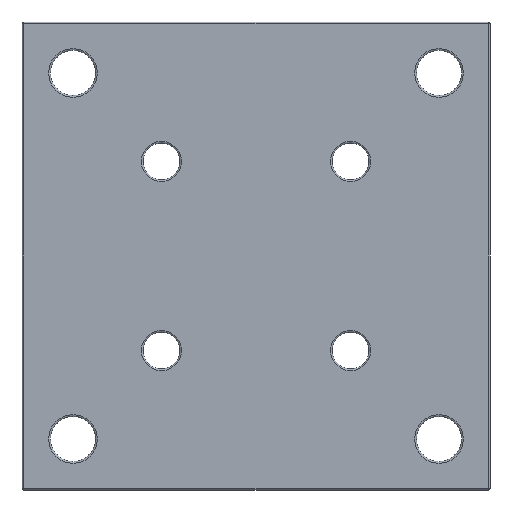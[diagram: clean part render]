
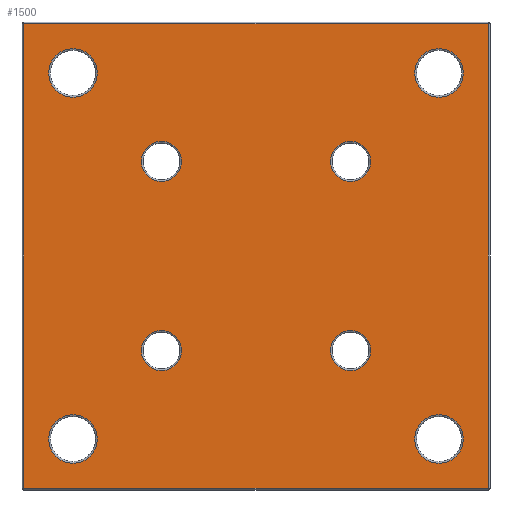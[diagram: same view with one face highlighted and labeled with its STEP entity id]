
A CAD part, front view. The second image highlights one B-rep face of the part: STEP entity #1500.
In plain terms, the highlighted planar face has unit normal (0, -1, 0).
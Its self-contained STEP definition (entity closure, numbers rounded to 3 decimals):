
#1 = FACE_BOUND ( 'NONE', #896, .T. ) ;
#23 = FACE_BOUND ( 'NONE', #294, .T. ) ;
#29 = CARTESIAN_POINT ( 'NONE',  ( 124.75, 0., -22.5 ) ) ;
#37 = CIRCLE ( 'NONE', #1172, 7.25 ) ;
#60 = EDGE_CURVE ( 'NONE', #192, #116, #985, .T. ) ;
#81 = DIRECTION ( 'NONE',  ( 1., 0., 0. ) ) ;
#87 = CARTESIAN_POINT ( 'NONE',  ( 124.75, 0., -124.75 ) ) ;
#94 = AXIS2_PLACEMENT_3D ( 'NONE', #181, #925, #1401 ) ;
#95 = ORIENTED_EDGE ( 'NONE', *, *, #538, .T. ) ;
#99 = VERTEX_POINT ( 'NONE', #675 ) ;
#101 = DIRECTION ( 'NONE',  ( 0., 0., -1. ) ) ;
#106 = AXIS2_PLACEMENT_3D ( 'NONE', #1287, #1250, #269 ) ;
#116 = VERTEX_POINT ( 'NONE', #286 ) ;
#117 = CARTESIAN_POINT ( 'NONE',  ( 15.25, 0., -124.75 ) ) ;
#119 = DIRECTION ( 'NONE',  ( 0., 1., 0. ) ) ;
#154 = DIRECTION ( 'NONE',  ( 0., 0., -1. ) ) ;
#174 = EDGE_CURVE ( 'NONE', #941, #941, #1117, .T. ) ;
#181 = CARTESIAN_POINT ( 'NONE',  ( 41.716, 0., -41.716 ) ) ;
#182 = EDGE_LOOP ( 'NONE', ( #1333 ) ) ;
#192 = VERTEX_POINT ( 'NONE', #226 ) ;
#226 = CARTESIAN_POINT ( 'NONE',  ( 0.5, 0., -139.5 ) ) ;
#244 = CIRCLE ( 'NONE', #1330, 6. ) ;
#250 = CIRCLE ( 'NONE', #1482, 7.25 ) ;
#269 = DIRECTION ( 'NONE',  ( 0., 0., -1. ) ) ;
#286 = CARTESIAN_POINT ( 'NONE',  ( 139.5, 0., -139.5 ) ) ;
#294 = EDGE_LOOP ( 'NONE', ( #1163 ) ) ;
#312 = ORIENTED_EDGE ( 'NONE', *, *, #1146, .T. ) ;
#327 = EDGE_CURVE ( 'NONE', #1216, #1216, #712, .T. ) ;
#334 = VERTEX_POINT ( 'NONE', #29 ) ;
#336 = EDGE_LOOP ( 'NONE', ( #95 ) ) ;
#339 = EDGE_CURVE ( 'NONE', #897, #897, #37, .T. ) ;
#380 = CARTESIAN_POINT ( 'NONE',  ( 15.25, 0., -132. ) ) ;
#400 = DIRECTION ( 'NONE',  ( 0., 1., 0. ) ) ;
#403 = FACE_BOUND ( 'NONE', #856, .T. ) ;
#428 = DIRECTION ( 'NONE',  ( 0., 1., 0. ) ) ;
#431 = ORIENTED_EDGE ( 'NONE', *, *, #174, .T. ) ;
#435 = ORIENTED_EDGE ( 'NONE', *, *, #1001, .T. ) ;
#437 = CARTESIAN_POINT ( 'NONE',  ( 124.75, 0., -15.25 ) ) ;
#439 = DIRECTION ( 'NONE',  ( 0., 0., -1. ) ) ;
#448 = VERTEX_POINT ( 'NONE', #1367 ) ;
#454 = CARTESIAN_POINT ( 'NONE',  ( 139.5, 0., 0. ) ) ;
#456 = EDGE_CURVE ( 'NONE', #116, #970, #1542, .T. ) ;
#475 = DIRECTION ( 'NONE',  ( 0., -1., 0. ) ) ;
#503 = CARTESIAN_POINT ( 'NONE',  ( 0., 0., -0.5 ) ) ;
#509 = CARTESIAN_POINT ( 'NONE',  ( 15.25, 0., -22.5 ) ) ;
#523 = AXIS2_PLACEMENT_3D ( 'NONE', #928, #547, #101 ) ;
#538 = EDGE_CURVE ( 'NONE', #857, #857, #1427, .T. ) ;
#547 = DIRECTION ( 'NONE',  ( 0., 1., 0. ) ) ;
#584 = FACE_BOUND ( 'NONE', #1075, .T. ) ;
#596 = ORIENTED_EDGE ( 'NONE', *, *, #792, .T. ) ;
#609 = CARTESIAN_POINT ( 'NONE',  ( 139.5, 0., -0.5 ) ) ;
#613 = CARTESIAN_POINT ( 'NONE',  ( 0.5, 0., -0.5 ) ) ;
#619 = VERTEX_POINT ( 'NONE', #1384 ) ;
#675 = CARTESIAN_POINT ( 'NONE',  ( 124.75, 0., -132. ) ) ;
#683 = CARTESIAN_POINT ( 'NONE',  ( 98.284, 0., -98.284 ) ) ;
#704 = ORIENTED_EDGE ( 'NONE', *, *, #60, .T. ) ;
#708 = DIRECTION ( 'NONE',  ( 0., 0., -1. ) ) ;
#712 = CIRCLE ( 'NONE', #1161, 7.25 ) ;
#723 = CARTESIAN_POINT ( 'NONE',  ( 98.284, 0., -47.716 ) ) ;
#731 = VECTOR ( 'NONE', #1187, 1000. ) ;
#738 = ORIENTED_EDGE ( 'NONE', *, *, #456, .T. ) ;
#743 = EDGE_CURVE ( 'NONE', #970, #1280, #1247, .T. ) ;
#747 = FACE_BOUND ( 'NONE', #1397, .T. ) ;
#762 = DIRECTION ( 'NONE',  ( 0., 0., -1. ) ) ;
#769 = CIRCLE ( 'NONE', #1421, 7.25 ) ;
#792 = EDGE_CURVE ( 'NONE', #448, #448, #1133, .T. ) ;
#801 = DIRECTION ( 'NONE',  ( 0., 0., -1. ) ) ;
#845 = CARTESIAN_POINT ( 'NONE',  ( 140., 0., -139.5 ) ) ;
#849 = VECTOR ( 'NONE', #1048, 1000. ) ;
#856 = EDGE_LOOP ( 'NONE', ( #596 ) ) ;
#857 = VERTEX_POINT ( 'NONE', #723 ) ;
#884 = FACE_BOUND ( 'NONE', #1013, .T. ) ;
#896 = EDGE_LOOP ( 'NONE', ( #1435 ) ) ;
#897 = VERTEX_POINT ( 'NONE', #509 ) ;
#925 = DIRECTION ( 'NONE',  ( 0., 1., 0. ) ) ;
#928 = CARTESIAN_POINT ( 'NONE',  ( 98.284, 0., -41.716 ) ) ;
#941 = VERTEX_POINT ( 'NONE', #1469 ) ;
#952 = VECTOR ( 'NONE', #81, 1000. ) ;
#970 = VERTEX_POINT ( 'NONE', #609 ) ;
#985 = LINE ( 'NONE', #845, #952 ) ;
#1001 = EDGE_CURVE ( 'NONE', #99, #99, #250, .T. ) ;
#1013 = EDGE_LOOP ( 'NONE', ( #435 ) ) ;
#1037 = CARTESIAN_POINT ( 'NONE',  ( 0.5, 0., -140. ) ) ;
#1048 = DIRECTION ( 'NONE',  ( 0., 0., 1. ) ) ;
#1075 = EDGE_LOOP ( 'NONE', ( #1091 ) ) ;
#1091 = ORIENTED_EDGE ( 'NONE', *, *, #339, .T. ) ;
#1103 = EDGE_LOOP ( 'NONE', ( #1155, #312, #704, #738 ) ) ;
#1117 = CIRCLE ( 'NONE', #106, 6. ) ;
#1133 = CIRCLE ( 'NONE', #94, 6. ) ;
#1146 = EDGE_CURVE ( 'NONE', #1280, #192, #1327, .T. ) ;
#1155 = ORIENTED_EDGE ( 'NONE', *, *, #743, .T. ) ;
#1161 = AXIS2_PLACEMENT_3D ( 'NONE', #117, #119, #762 ) ;
#1163 = ORIENTED_EDGE ( 'NONE', *, *, #327, .T. ) ;
#1172 = AXIS2_PLACEMENT_3D ( 'NONE', #1277, #1190, #154 ) ;
#1187 = DIRECTION ( 'NONE',  ( 0., 0., -1. ) ) ;
#1190 = DIRECTION ( 'NONE',  ( 0., 1., 0. ) ) ;
#1210 = VECTOR ( 'NONE', #1371, 1000. ) ;
#1216 = VERTEX_POINT ( 'NONE', #380 ) ;
#1243 = AXIS2_PLACEMENT_3D ( 'NONE', #1552, #475, #708 ) ;
#1247 = LINE ( 'NONE', #503, #1210 ) ;
#1250 = DIRECTION ( 'NONE',  ( 0., 1., 0. ) ) ;
#1277 = CARTESIAN_POINT ( 'NONE',  ( 15.25, 0., -15.25 ) ) ;
#1280 = VERTEX_POINT ( 'NONE', #613 ) ;
#1287 = CARTESIAN_POINT ( 'NONE',  ( 41.716, 0., -98.284 ) ) ;
#1303 = DIRECTION ( 'NONE',  ( 0., 1., 0. ) ) ;
#1327 = LINE ( 'NONE', #1037, #731 ) ;
#1330 = AXIS2_PLACEMENT_3D ( 'NONE', #683, #428, #1464 ) ;
#1333 = ORIENTED_EDGE ( 'NONE', *, *, #1374, .T. ) ;
#1367 = CARTESIAN_POINT ( 'NONE',  ( 41.716, 0., -47.716 ) ) ;
#1371 = DIRECTION ( 'NONE',  ( -1., 0., 0. ) ) ;
#1374 = EDGE_CURVE ( 'NONE', #334, #334, #769, .T. ) ;
#1384 = CARTESIAN_POINT ( 'NONE',  ( 98.284, 0., -104.284 ) ) ;
#1386 = PLANE ( 'NONE',  #1243 ) ;
#1397 = EDGE_LOOP ( 'NONE', ( #431 ) ) ;
#1401 = DIRECTION ( 'NONE',  ( 0., 0., -1. ) ) ;
#1403 = FACE_BOUND ( 'NONE', #336, .T. ) ;
#1421 = AXIS2_PLACEMENT_3D ( 'NONE', #437, #1303, #439 ) ;
#1427 = CIRCLE ( 'NONE', #523, 6. ) ;
#1435 = ORIENTED_EDGE ( 'NONE', *, *, #1545, .T. ) ;
#1464 = DIRECTION ( 'NONE',  ( 0., 0., -1. ) ) ;
#1469 = CARTESIAN_POINT ( 'NONE',  ( 41.716, 0., -104.284 ) ) ;
#1482 = AXIS2_PLACEMENT_3D ( 'NONE', #87, #400, #801 ) ;
#1500 = ADVANCED_FACE ( 'NONE', ( #1, #747, #23, #884, #1569, #1403, #403, #584, #1565 ), #1386, .T. ) ;
#1542 = LINE ( 'NONE', #454, #849 ) ;
#1545 = EDGE_CURVE ( 'NONE', #619, #619, #244, .T. ) ;
#1552 = CARTESIAN_POINT ( 'NONE',  ( 0., 0., -140. ) ) ;
#1565 = FACE_OUTER_BOUND ( 'NONE', #1103, .T. ) ;
#1569 = FACE_BOUND ( 'NONE', #182, .T. ) ;
